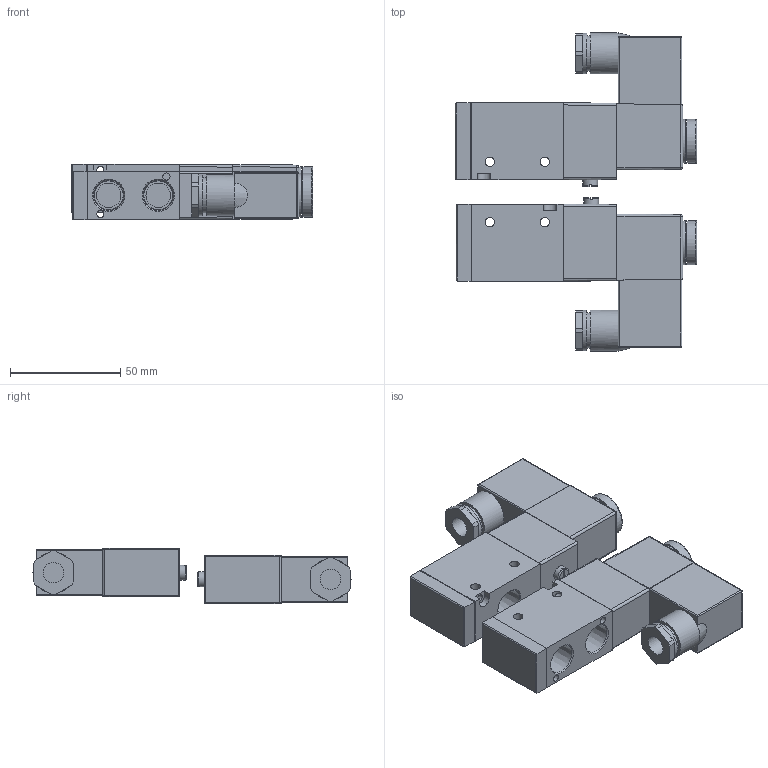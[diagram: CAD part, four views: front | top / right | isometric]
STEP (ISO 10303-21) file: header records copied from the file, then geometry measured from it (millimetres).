
FILE_DESCRIPTION(/* description */ ('STEP AP242','CAx-IF Rec.Pracs.---Representation and Presentation of Product Manufacturing Information (PMI)---4.0---2014-10-13','CAx-IF Rec.Pracs.---3D Tessellated Geometry---0.4---2014-09-14','2;1'),/* implementation_level */ '2;1');
FILE_NAME(/* name */ '6643aba23aed1a692ef59045',/* time_stamp */ '2024-05-14T18:21:22Z',/* author */ (''),/* organization */ (''),/* preprocessor_version */ 'ST-DEVELOPER v20',/* originating_system */ ' ',/* authorisation */ ' ');
FILE_SCHEMA (('AP242_MANAGED_MODEL_BASED_3D_ENGINEERING_MIM_LF { 1 0 10303 442 1 1 4 }'));
Length unit declared in the file: metre
Products named in the file (5): Assembly 1; AVS-3212-120A
Assembly tree (8 placements, depth 2):
  Assembly 1
    AVS-3212-120A  x2
    AVS-3212-120A  x2
    AVS-3212-120A  x2
    AVS-3212-120A  x2
Bounding box: 109.54 x 144.4 x 25 mm (x, y, z)
Volume: 187906.3 mm3; surface area: 47706.2 mm2
Topology: 8 solids, 8 shells, 272 faces, 642 edges, 400 vertices
Faces by surface type: plane 168, cylinder 76, cone 12, sphere 8, torus 6, bspline 2
Full cylindrical faces by diameter (mm): 3.2 x2, 3.3 x2, 4.3 x4, 6.8 x2, 9.3 x2, 11.125 x6, 14.8 x2, 16 x2, 18.4 x2, 18.6 x2, 20 x4
Entity records: 3869 total; most frequent: CARTESIAN_POINT 708, DIRECTION 660, ORIENTED_EDGE 564, EDGE_CURVE 282, AXIS2_PLACEMENT_3D 246, VERTEX_POINT 187, EDGE_LOOP 181, FACE_BOUND 181
